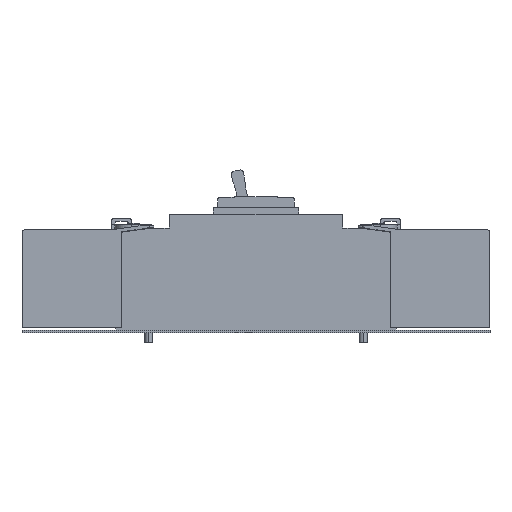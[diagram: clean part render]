
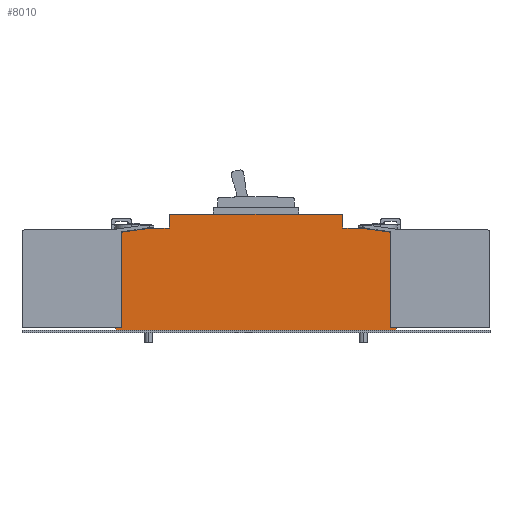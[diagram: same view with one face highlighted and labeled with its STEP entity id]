
A CAD part, left-side view. The second image highlights one B-rep face of the part: STEP entity #8010.
In plain terms, the highlighted planar face has unit normal (-1, 0, 0).
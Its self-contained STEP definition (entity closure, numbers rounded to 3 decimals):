
#6640=CARTESIAN_POINT('',(-2.5,431.318,0.));
#6650=DIRECTION('',(1.,-0.,0.));
#6660=DIRECTION('',(0.,0.,-1.));
#6670=AXIS2_PLACEMENT_3D('',#6640,#6650,#6660);
#6680=PLANE('',#6670);
#6690=CARTESIAN_POINT('',(-2.5,412.6,0.));
#6700=DIRECTION('',(0.,0.,1.));
#6710=VECTOR('',#6700,1.);
#6720=LINE('',#6690,#6710);
#6730=CARTESIAN_POINT('',(-2.5,412.6,-72.)
);
#6740=VERTEX_POINT('',#6730);
#6750=CARTESIAN_POINT('',(-2.5,412.6,-70.5)
);
#6760=VERTEX_POINT('',#6750);
#6770=EDGE_CURVE('',#6740,#6760,#6720,.T.);
#6780=ORIENTED_EDGE('',*,*,#6770,.F.);
#6790=CARTESIAN_POINT('',(-2.5,0.,-70.5));
#6800=DIRECTION('',(0.,-1.,0.));
#6810=VECTOR('',#6800,1.);
#6820=LINE('',#6790,#6810);
#6830=CARTESIAN_POINT('',(-2.5,409.1,-70.5)
);
#6840=VERTEX_POINT('',#6830);
#6850=EDGE_CURVE('',#6760,#6840,#6820,.T.);
#6860=ORIENTED_EDGE('',*,*,#6850,.F.);
#6870=CARTESIAN_POINT('',(-2.5,409.1,0.));
#6880=DIRECTION('',(0.,0.,1.));
#6890=VECTOR('',#6880,1.);
#6900=LINE('',#6870,#6890);
#6910=CARTESIAN_POINT('',(-2.5,409.1,-14.459)
);
#6920=VERTEX_POINT('',#6910);
#6930=EDGE_CURVE('',#6840,#6920,#6900,.T.);
#6940=ORIENTED_EDGE('',*,*,#6930,.F.);
#6950=CARTESIAN_POINT('',(-2.5,0.,43.036));
#6960=DIRECTION('',(0.,0.99,-0.139));
#6970=VECTOR('',#6960,1.);
#6980=LINE('',#6950,#6970);
#6990=CARTESIAN_POINT('',(-2.5,391.6,-12.));
#7000=VERTEX_POINT('',#6990);
#7010=EDGE_CURVE('',#7000,#6920,#6980,.T.);
#7020=ORIENTED_EDGE('',*,*,#7010,.T.);
#7030=CARTESIAN_POINT('',(-2.5,2.644,-12.));
#7040=DIRECTION('',(0.,-1.,0.));
#7050=VECTOR('',#7040,1.);
#7060=LINE('',#7030,#7050);
#7070=CARTESIAN_POINT('',(-2.5,381.1,-12.));
#7080=VERTEX_POINT('',#7070);
#7090=EDGE_CURVE('',#7000,#7080,#7060,.T.);
#7100=ORIENTED_EDGE('',*,*,#7090,.F.);
#7110=CARTESIAN_POINT('',(-2.5,381.1,0.));
#7120=DIRECTION('',(0.,0.,-1.));
#7130=VECTOR('',#7120,1.);
#7140=LINE('',#7110,#7130);
#7150=CARTESIAN_POINT('',(-2.5,381.1,-5.));
#7160=VERTEX_POINT('',#7150);
#7170=EDGE_CURVE('',#7160,#7080,#7140,.T.);
#7180=ORIENTED_EDGE('',*,*,#7170,.T.);
#7190=CARTESIAN_POINT('',(-2.5,380.1,-5.));
#7200=DIRECTION('',(-1.,0.,0.));
#7210=DIRECTION('',(0.,1.,0.));
#7220=AXIS2_PLACEMENT_3D('',#7190,#7200,#7210);
#7230=CIRCLE('',#7220,1.);
#7240=CARTESIAN_POINT('',(-2.5,380.1,-4.));
#7250=VERTEX_POINT('',#7240);
#7260=EDGE_CURVE('',#7250,#7160,#7230,.T.);
#7270=ORIENTED_EDGE('',*,*,#7260,.T.);
#7280=CARTESIAN_POINT('',(-2.5,0.,-4.));
#7290=DIRECTION('',(0.,-1.,0.));
#7300=VECTOR('',#7290,1.);
#7310=LINE('',#7280,#7300);
#7320=CARTESIAN_POINT('',(-2.5,280.1,-4.));
#7330=VERTEX_POINT('',#7320);
#7340=EDGE_CURVE('',#7250,#7330,#7310,.T.);
#7350=ORIENTED_EDGE('',*,*,#7340,.F.);
#7360=CARTESIAN_POINT('',(-2.5,280.1,-5.));
#7370=DIRECTION('',(1.,0.,0.));
#7380=DIRECTION('',(0.,-1.,0.));
#7390=AXIS2_PLACEMENT_3D('',#7360,#7370,#7380);
#7400=CIRCLE('',#7390,1.);
#7410=CARTESIAN_POINT('',(-2.5,279.1,-5.));
#7420=VERTEX_POINT('',#7410);
#7430=EDGE_CURVE('',#7330,#7420,#7400,.T.);
#7440=ORIENTED_EDGE('',*,*,#7430,.F.);
#7450=CARTESIAN_POINT('',(-2.5,279.1,0.));
#7460=DIRECTION('',(0.,0.,-1.));
#7470=VECTOR('',#7460,1.);
#7480=LINE('',#7450,#7470);
#7490=CARTESIAN_POINT('',(-2.5,279.1,-12.));
#7500=VERTEX_POINT('',#7490);
#7510=EDGE_CURVE('',#7420,#7500,#7480,.T.);
#7520=ORIENTED_EDGE('',*,*,#7510,.F.);
#7530=CARTESIAN_POINT('',(-2.5,657.555,-12.));
#7540=DIRECTION('',(0.,1.,0.));
#7550=VECTOR('',#7540,1.);
#7560=LINE('',#7530,#7550);
#7570=CARTESIAN_POINT('',(-2.5,268.6,-12.));
#7580=VERTEX_POINT('',#7570);
#7590=EDGE_CURVE('',#7580,#7500,#7560,.T.);
#7600=ORIENTED_EDGE('',*,*,#7590,.T.);
#7610=CARTESIAN_POINT('',(-2.5,660.199,43.036)
);
#7620=DIRECTION('',(0.,-0.99,-0.139));
#7630=VECTOR('',#7620,1.);
#7640=LINE('',#7610,#7630);
#7650=CARTESIAN_POINT('',(-2.5,251.1,-14.459)
);
#7660=VERTEX_POINT('',#7650);
#7670=EDGE_CURVE('',#7580,#7660,#7640,.T.);
#7680=ORIENTED_EDGE('',*,*,#7670,.F.);
#7690=CARTESIAN_POINT('',(-2.5,251.1,0.));
#7700=DIRECTION('',(0.,0.,-1.));
#7710=VECTOR('',#7700,1.);
#7720=LINE('',#7690,#7710);
#7730=CARTESIAN_POINT('',(-2.5,251.1,-70.5)
);
#7740=VERTEX_POINT('',#7730);
#7750=EDGE_CURVE('',#7660,#7740,#7720,.T.);
#7760=ORIENTED_EDGE('',*,*,#7750,.F.);
#7770=CARTESIAN_POINT('',(-2.5,0.,-70.5));
#7780=DIRECTION('',(0.,-1.,0.));
#7790=VECTOR('',#7780,1.);
#7800=LINE('',#7770,#7790);
#7810=CARTESIAN_POINT('',(-2.5,247.6,-70.5)
);
#7820=VERTEX_POINT('',#7810);
#7830=EDGE_CURVE('',#7740,#7820,#7800,.T.);
#7840=ORIENTED_EDGE('',*,*,#7830,.F.);
#7850=CARTESIAN_POINT('',(-2.5,247.6,0.));
#7860=DIRECTION('',(0.,0.,1.));
#7870=VECTOR('',#7860,1.);
#7880=LINE('',#7850,#7870);
#7890=CARTESIAN_POINT('',(-2.5,247.6,-72.));
#7900=VERTEX_POINT('',#7890);
#7910=EDGE_CURVE('',#7900,#7820,#7880,.T.);
#7920=ORIENTED_EDGE('',*,*,#7910,.T.);
#7930=CARTESIAN_POINT('',(-2.5,657.555,
-72.));
#7940=DIRECTION('',(0.,-1.,0.));
#7950=VECTOR('',#7940,1.);
#7960=LINE('',#7930,#7950);
#7970=EDGE_CURVE('',#6740,#7900,#7960,.T.);
#7980=ORIENTED_EDGE('',*,*,#7970,.T.);
#7990=EDGE_LOOP('',(#7980,#7920,#7840,#7760,#7680,#7600,#7520,#7440,
#7350,#7270,#7180,#7100,#7020,#6940,#6860,#6780));
#8000=FACE_OUTER_BOUND('',#7990,.T.);
#8010=ADVANCED_FACE('',(#8000),#6680,.F.);
